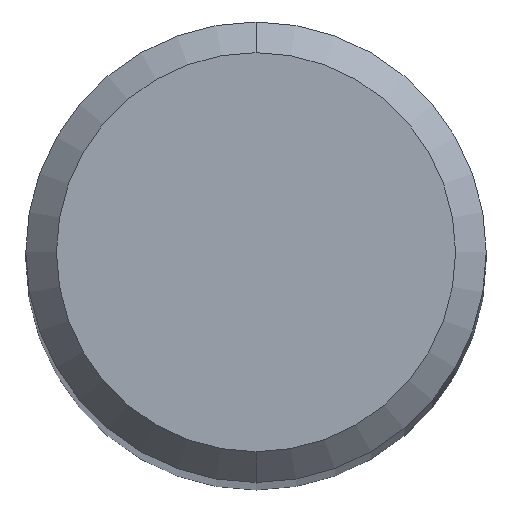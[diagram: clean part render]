
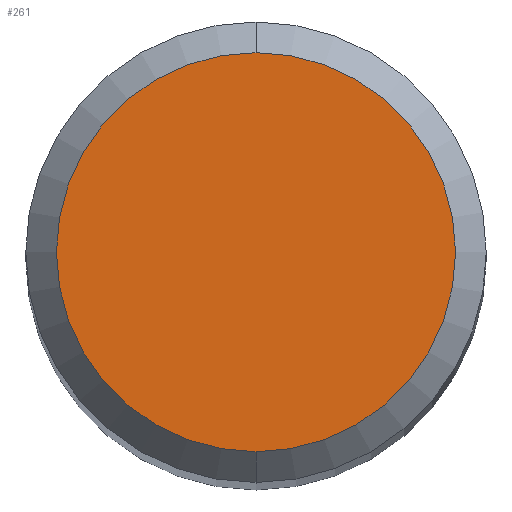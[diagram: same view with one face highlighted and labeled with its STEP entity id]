
A CAD part, top view. The second image highlights one B-rep face of the part: STEP entity #261.
In plain terms, the highlighted planar face has unit normal (0, 0, 1).
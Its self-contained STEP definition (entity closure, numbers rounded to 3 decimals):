
#193=VERTEX_POINT('',#501);
#261=ADVANCED_FACE('',(#576),#577,.T.);
#265=EDGE_CURVE('',#305,#193,#582,.T.);
#269=EDGE_CURVE('',#193,#305,#586,.T.);
#305=VERTEX_POINT('',#627);
#501=CARTESIAN_POINT('',(0.,-2.6,0.0));
#576=FACE_OUTER_BOUND('',#1027,.T.);
#577=PLANE('',#1028);
#582=CIRCLE('',#1034,2.6);
#586=CIRCLE('',#1066,2.6);
#627=CARTESIAN_POINT('',(0.0,2.6,0.0));
#1027=EDGE_LOOP('',(#1548,#1549));
#1028=AXIS2_PLACEMENT_3D('',#1550,#1551,#1552);
#1034=AXIS2_PLACEMENT_3D('',#1561,#1562,#1563);
#1066=AXIS2_PLACEMENT_3D('',#1564,#1565,#1566);
#1548=ORIENTED_EDGE('',*,*,#265,.F.);
#1549=ORIENTED_EDGE('',*,*,#269,.F.);
#1550=CARTESIAN_POINT('',(0.0,1.3,0.0));
#1551=DIRECTION('',(-0.0,0.0,1.0));
#1552=DIRECTION('',(0.0,-1.0,0.0));
#1561=CARTESIAN_POINT('',(0.0,0.0,0.0));
#1562=DIRECTION('',(0.0,0.0,-1.0));
#1563=DIRECTION('',(0.0,1.0,0.0));
#1564=CARTESIAN_POINT('',(0.0,0.0,0.0));
#1565=DIRECTION('',(0.0,0.0,-1.0));
#1566=DIRECTION('',(0.0,1.0,0.0));
